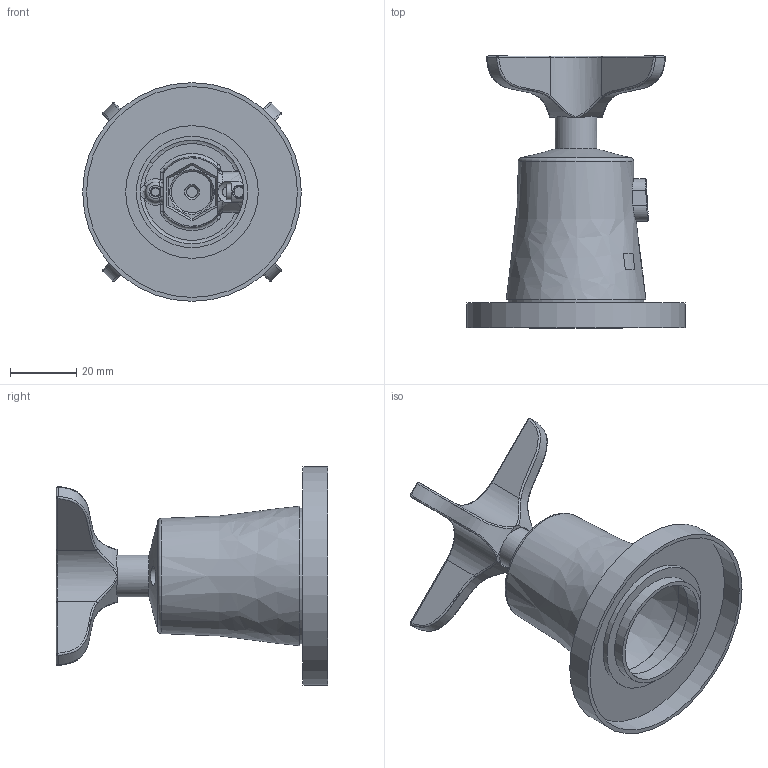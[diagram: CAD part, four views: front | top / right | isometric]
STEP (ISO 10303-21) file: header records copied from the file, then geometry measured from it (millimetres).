
FILE_DESCRIPTION (( 'STEP AP203' ), '1' );
FILE_NAME ('91CP12340.STEP', '2025-08-20T09:11:39', ( '' ), ( '' ), 'SwSTEP 2.0', 'SolidWorks 2021', '' );
FILE_SCHEMA (( 'CONFIG_CONTROL_DESIGN' ));
Length unit declared in the file: millimetre
Products named in the file (1): 91CP12340
Bounding box: 66 x 81.98 x 66 mm (x, y, z)
Volume: 32840.8 mm3; surface area: 34197.9 mm2
Topology: 7 solids, 7 shells, 331 faces, 828 edges, 513 vertices
Faces by surface type: plane 133, cylinder 81, bspline 80, cone 15, torus 12, sphere 10
Full cylindrical faces by diameter (mm): 2.5 x1, 3 x1, 3.1 x2, 3.3 x3, 4.15 x1, 4.5 x2, 4.8 x1, 5.3 x1, 5.8 x1, 8 x1, 12.5 x2, 12.6 x1, 12.8 x1, 31.2 x1, 32.1 x1, 32.3 x1, 33.6 x1, 36 x1, 37.8 x1, 37.9 x1, 38 x2, 40 x1, 40.85 x1, 63.6 x1, 66 x1
Entity records: 20983 total; most frequent: CARTESIAN_POINT 14055, ORIENTED_EDGE 1498, DIRECTION 1220, EDGE_CURVE 749, VERTEX_POINT 491, AXIS2_PLACEMENT_3D 465, EDGE_LOOP 414, FACE_OUTER_BOUND 365
